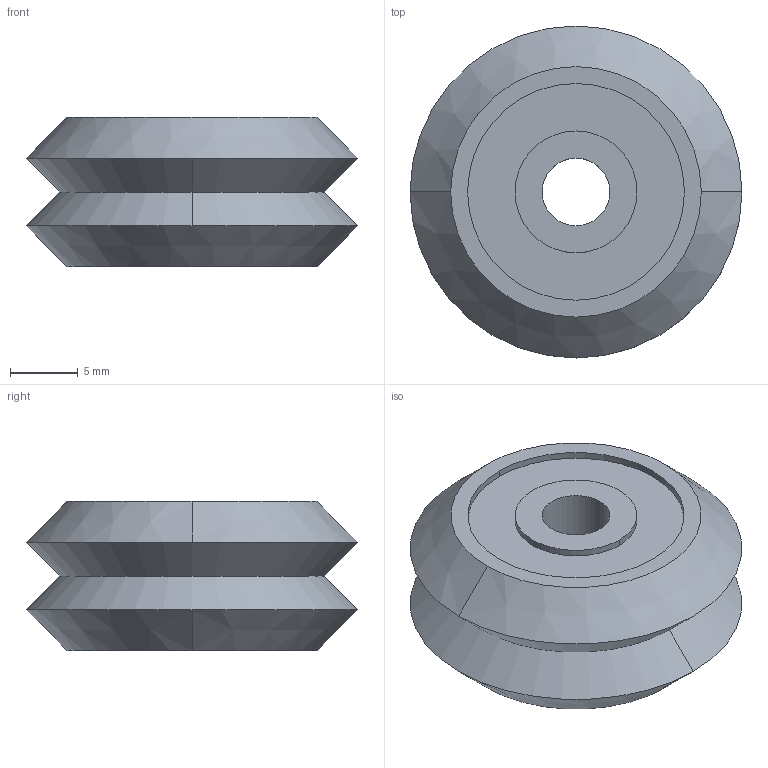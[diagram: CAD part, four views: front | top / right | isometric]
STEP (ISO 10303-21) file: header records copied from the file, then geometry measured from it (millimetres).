
FILE_DESCRIPTION((''),'2;1');
FILE_NAME('OPEN-BUILDS-V-GROOVE-5MM-BORE','2023-10-11T21:02:46',('ccha425'),('Department of Mechanical Engineering, The University of Auckland'),'CREO PARAMETRIC BY PTC INC, 2017260','CREO PARAMETRIC BY PTC INC, 2017260','');
FILE_SCHEMA(('CONFIG_CONTROL_DESIGN'));
Length unit declared in the file: millimetre
Products named in the file (1): OPEN-BUILDS-V-GROOVE-5MM-BORE
Bounding box: 24.5 x 24.5 x 11 mm (x, y, z)
Volume: 3747.9 mm3; surface area: 1811.5 mm2
Topology: 1 solids, 1 shells, 24 faces, 52 edges, 34 vertices
Faces by surface type: cylinder 10, cone 8, plane 6
Entity records: 716 total; most frequent: DIRECTION 134, CARTESIAN_POINT 110, ORIENTED_EDGE 104, AXIS2_PLACEMENT_3D 58, EDGE_CURVE 52, VERTEX_POINT 34, CIRCLE 34, EDGE_LOOP 30
